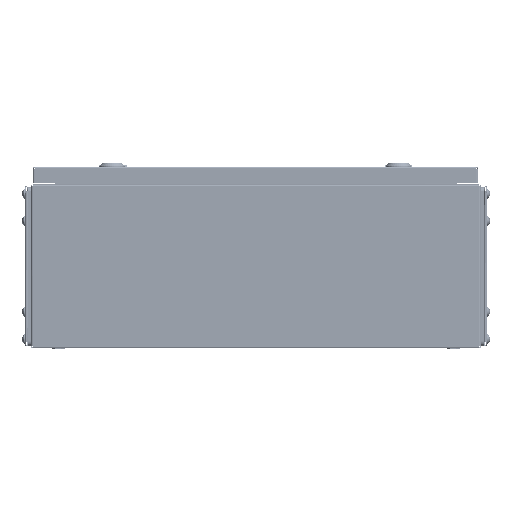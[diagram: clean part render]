
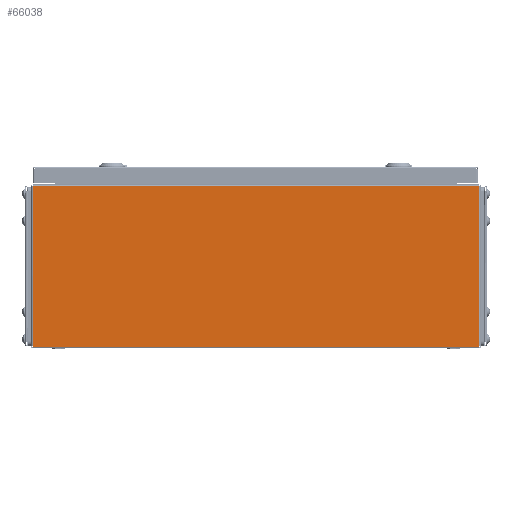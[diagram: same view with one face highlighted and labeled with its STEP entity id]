
A CAD part, left-side view. The second image highlights one B-rep face of the part: STEP entity #66038.
In plain terms, the highlighted planar face has unit normal (-1, 0, 0).
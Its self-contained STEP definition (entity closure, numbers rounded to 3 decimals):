
#206 = EDGE_CURVE ( 'NONE', #18549, #82101, #40438, .T. ) ;
#1624 = AXIS2_PLACEMENT_3D ( 'NONE', #79849, #73432, #14690 ) ;
#2225 = ORIENTED_EDGE ( 'NONE', *, *, #75496, .T. ) ;
#2700 = CARTESIAN_POINT ( 'NONE',  ( -250., 245.5, 1. ) ) ;
#4200 = CARTESIAN_POINT ( 'NONE',  ( -250., -245.5, 177.5 ) ) ;
#9773 = LINE ( 'NONE', #35937, #22551 ) ;
#11547 = EDGE_CURVE ( 'NONE', #41248, #73114, #67878, .T. ) ;
#12589 = CARTESIAN_POINT ( 'NONE',  ( -250., -245.5, 0. ) ) ;
#14690 = DIRECTION ( 'NONE',  ( 0., 0., -1. ) ) ;
#18549 = VERTEX_POINT ( 'NONE', #4200 ) ;
#19683 = ORIENTED_EDGE ( 'NONE', *, *, #11547, .F. ) ;
#19708 = ORIENTED_EDGE ( 'NONE', *, *, #49066, .T. ) ;
#22041 = DIRECTION ( 'NONE',  ( 0., 1., 0. ) ) ;
#22551 = VECTOR ( 'NONE', #74106, 1000. ) ;
#27208 = CARTESIAN_POINT ( 'NONE',  ( -250., 245.5, 1. ) ) ;
#32031 = CARTESIAN_POINT ( 'NONE',  ( -250., 245.5, 177.5 ) ) ;
#35937 = CARTESIAN_POINT ( 'NONE',  ( -250., 245.5, 0. ) ) ;
#40377 = VECTOR ( 'NONE', #22041, 1000. ) ;
#40438 = LINE ( 'NONE', #59717, #44224 ) ;
#40843 = PLANE ( 'NONE',  #1624 ) ;
#41248 = VERTEX_POINT ( 'NONE', #46292 ) ;
#44224 = VECTOR ( 'NONE', #47272, 1000. ) ;
#46292 = CARTESIAN_POINT ( 'NONE',  ( -250., -245.5, 1. ) ) ;
#47272 = DIRECTION ( 'NONE',  ( 0., 1., 0. ) ) ;
#49066 = EDGE_CURVE ( 'NONE', #41248, #18549, #50735, .T. ) ;
#50735 = LINE ( 'NONE', #12589, #74589 ) ;
#55799 = ORIENTED_EDGE ( 'NONE', *, *, #206, .T. ) ;
#56527 = EDGE_LOOP ( 'NONE', ( #55799, #2225, #19683, #19708 ) ) ;
#59717 = CARTESIAN_POINT ( 'NONE',  ( -250., -245.5, 177.5 ) ) ;
#66038 = ADVANCED_FACE ( 'NONE', ( #78173 ), #40843, .F. ) ;
#67878 = LINE ( 'NONE', #2700, #40377 ) ;
#73114 = VERTEX_POINT ( 'NONE', #27208 ) ;
#73432 = DIRECTION ( 'NONE',  ( 1., 0., 0. ) ) ;
#74106 = DIRECTION ( 'NONE',  ( 0., 0., -1. ) ) ;
#74589 = VECTOR ( 'NONE', #77352, 1000. ) ;
#75496 = EDGE_CURVE ( 'NONE', #82101, #73114, #9773, .T. ) ;
#77352 = DIRECTION ( 'NONE',  ( 0., 0., 1. ) ) ;
#78173 = FACE_OUTER_BOUND ( 'NONE', #56527, .T. ) ;
#79849 = CARTESIAN_POINT ( 'NONE',  ( -250., 0., 0. ) ) ;
#82101 = VERTEX_POINT ( 'NONE', #32031 ) ;
